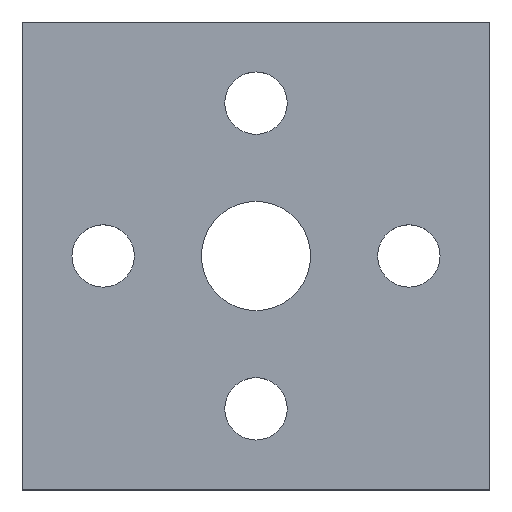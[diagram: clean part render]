
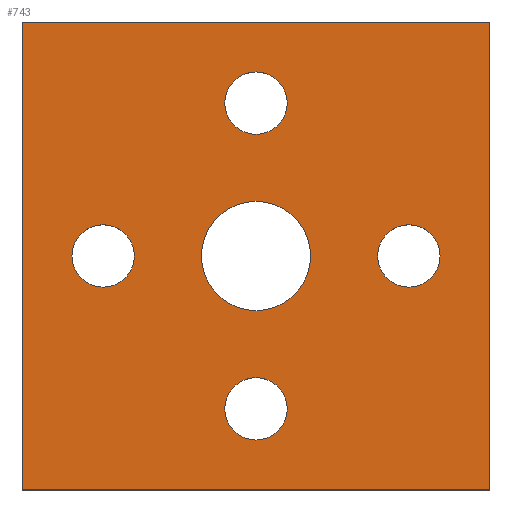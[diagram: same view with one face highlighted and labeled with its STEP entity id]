
A CAD part, top view. The second image highlights one B-rep face of the part: STEP entity #743.
In plain terms, the highlighted planar face has unit normal (0, 0, 1).
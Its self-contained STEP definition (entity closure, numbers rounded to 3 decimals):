
#24 = VERTEX_POINT('',#25);
#25 = CARTESIAN_POINT('',(0.,0.,2.));
#32 = PLANE('',#33);
#33 = AXIS2_PLACEMENT_3D('',#34,#35,#36);
#34 = CARTESIAN_POINT('',(0.,0.,0.));
#35 = DIRECTION('',(0.,1.,0.));
#36 = DIRECTION('',(1.,0.,0.));
#44 = PLANE('',#45);
#45 = AXIS2_PLACEMENT_3D('',#46,#47,#48);
#46 = CARTESIAN_POINT('',(0.,30.,0.));
#47 = DIRECTION('',(1.,0.,0.));
#48 = DIRECTION('',(0.,-1.,0.));
#56 = EDGE_CURVE('',#24,#57,#59,.T.);
#57 = VERTEX_POINT('',#58);
#58 = CARTESIAN_POINT('',(30.,0.,2.));
#59 = SURFACE_CURVE('',#60,(#64,#71),.PCURVE_S1.);
#60 = LINE('',#61,#62);
#61 = CARTESIAN_POINT('',(0.,0.,2.));
#62 = VECTOR('',#63,1.);
#63 = DIRECTION('',(1.,0.,0.));
#64 = PCURVE('',#32,#65);
#65 = DEFINITIONAL_REPRESENTATION('',(#66),#70);
#66 = LINE('',#67,#68);
#67 = CARTESIAN_POINT('',(0.,-2.));
#68 = VECTOR('',#69,1.);
#69 = DIRECTION('',(1.,0.));
#70 = ( GEOMETRIC_REPRESENTATION_CONTEXT(2) 
PARAMETRIC_REPRESENTATION_CONTEXT() REPRESENTATION_CONTEXT('2D SPACE',''
  ) );
#71 = PCURVE('',#72,#77);
#72 = PLANE('',#73);
#73 = AXIS2_PLACEMENT_3D('',#74,#75,#76);
#74 = CARTESIAN_POINT('',(15.,15.,2.));
#75 = DIRECTION('',(0.,0.,1.));
#76 = DIRECTION('',(1.,0.,0.));
#77 = DEFINITIONAL_REPRESENTATION('',(#78),#82);
#78 = LINE('',#79,#80);
#79 = CARTESIAN_POINT('',(-15.,-15.));
#80 = VECTOR('',#81,1.);
#81 = DIRECTION('',(1.,0.));
#82 = ( GEOMETRIC_REPRESENTATION_CONTEXT(2) 
PARAMETRIC_REPRESENTATION_CONTEXT() REPRESENTATION_CONTEXT('2D SPACE',''
  ) );
#100 = PLANE('',#101);
#101 = AXIS2_PLACEMENT_3D('',#102,#103,#104);
#102 = CARTESIAN_POINT('',(30.,0.,0.));
#103 = DIRECTION('',(-1.,0.,0.));
#104 = DIRECTION('',(0.,1.,0.));
#142 = EDGE_CURVE('',#57,#143,#145,.T.);
#143 = VERTEX_POINT('',#144);
#144 = CARTESIAN_POINT('',(30.,30.,2.));
#145 = SURFACE_CURVE('',#146,(#150,#157),.PCURVE_S1.);
#146 = LINE('',#147,#148);
#147 = CARTESIAN_POINT('',(30.,0.,2.));
#148 = VECTOR('',#149,1.);
#149 = DIRECTION('',(0.,1.,0.));
#150 = PCURVE('',#100,#151);
#151 = DEFINITIONAL_REPRESENTATION('',(#152),#156);
#152 = LINE('',#153,#154);
#153 = CARTESIAN_POINT('',(0.,-2.));
#154 = VECTOR('',#155,1.);
#155 = DIRECTION('',(1.,0.));
#156 = ( GEOMETRIC_REPRESENTATION_CONTEXT(2) 
PARAMETRIC_REPRESENTATION_CONTEXT() REPRESENTATION_CONTEXT('2D SPACE',''
  ) );
#157 = PCURVE('',#72,#158);
#158 = DEFINITIONAL_REPRESENTATION('',(#159),#163);
#159 = LINE('',#160,#161);
#160 = CARTESIAN_POINT('',(15.,-15.));
#161 = VECTOR('',#162,1.);
#162 = DIRECTION('',(0.,1.));
#163 = ( GEOMETRIC_REPRESENTATION_CONTEXT(2) 
PARAMETRIC_REPRESENTATION_CONTEXT() REPRESENTATION_CONTEXT('2D SPACE',''
  ) );
#181 = PLANE('',#182);
#182 = AXIS2_PLACEMENT_3D('',#183,#184,#185);
#183 = CARTESIAN_POINT('',(30.,30.,0.));
#184 = DIRECTION('',(0.,-1.,0.));
#185 = DIRECTION('',(-1.,0.,0.));
#218 = EDGE_CURVE('',#143,#219,#221,.T.);
#219 = VERTEX_POINT('',#220);
#220 = CARTESIAN_POINT('',(0.,30.,2.));
#221 = SURFACE_CURVE('',#222,(#226,#233),.PCURVE_S1.);
#222 = LINE('',#223,#224);
#223 = CARTESIAN_POINT('',(30.,30.,2.));
#224 = VECTOR('',#225,1.);
#225 = DIRECTION('',(-1.,0.,0.));
#226 = PCURVE('',#181,#227);
#227 = DEFINITIONAL_REPRESENTATION('',(#228),#232);
#228 = LINE('',#229,#230);
#229 = CARTESIAN_POINT('',(0.,-2.));
#230 = VECTOR('',#231,1.);
#231 = DIRECTION('',(1.,0.));
#232 = ( GEOMETRIC_REPRESENTATION_CONTEXT(2) 
PARAMETRIC_REPRESENTATION_CONTEXT() REPRESENTATION_CONTEXT('2D SPACE',''
  ) );
#233 = PCURVE('',#72,#234);
#234 = DEFINITIONAL_REPRESENTATION('',(#235),#239);
#235 = LINE('',#236,#237);
#236 = CARTESIAN_POINT('',(15.,15.));
#237 = VECTOR('',#238,1.);
#238 = DIRECTION('',(-1.,0.));
#239 = ( GEOMETRIC_REPRESENTATION_CONTEXT(2) 
PARAMETRIC_REPRESENTATION_CONTEXT() REPRESENTATION_CONTEXT('2D SPACE',''
  ) );
#289 = EDGE_CURVE('',#219,#24,#290,.T.);
#290 = SURFACE_CURVE('',#291,(#295,#302),.PCURVE_S1.);
#291 = LINE('',#292,#293);
#292 = CARTESIAN_POINT('',(0.,30.,2.));
#293 = VECTOR('',#294,1.);
#294 = DIRECTION('',(0.,-1.,0.));
#295 = PCURVE('',#44,#296);
#296 = DEFINITIONAL_REPRESENTATION('',(#297),#301);
#297 = LINE('',#298,#299);
#298 = CARTESIAN_POINT('',(0.,-2.));
#299 = VECTOR('',#300,1.);
#300 = DIRECTION('',(1.,0.));
#301 = ( GEOMETRIC_REPRESENTATION_CONTEXT(2) 
PARAMETRIC_REPRESENTATION_CONTEXT() REPRESENTATION_CONTEXT('2D SPACE',''
  ) );
#302 = PCURVE('',#72,#303);
#303 = DEFINITIONAL_REPRESENTATION('',(#304),#308);
#304 = LINE('',#305,#306);
#305 = CARTESIAN_POINT('',(-15.,15.));
#306 = VECTOR('',#307,1.);
#307 = DIRECTION('',(0.,-1.));
#308 = ( GEOMETRIC_REPRESENTATION_CONTEXT(2) 
PARAMETRIC_REPRESENTATION_CONTEXT() REPRESENTATION_CONTEXT('2D SPACE',''
  ) );
#338 = VERTEX_POINT('',#339);
#339 = CARTESIAN_POINT('',(18.5,15.,2.));
#346 = CYLINDRICAL_SURFACE('',#347,3.5);
#347 = AXIS2_PLACEMENT_3D('',#348,#349,#350);
#348 = CARTESIAN_POINT('',(15.,15.,0.));
#349 = DIRECTION('',(-0.,-0.,-1.));
#350 = DIRECTION('',(1.,0.,0.));
#365 = EDGE_CURVE('',#338,#338,#366,.T.);
#366 = SURFACE_CURVE('',#367,(#372,#379),.PCURVE_S1.);
#367 = CIRCLE('',#368,3.5);
#368 = AXIS2_PLACEMENT_3D('',#369,#370,#371);
#369 = CARTESIAN_POINT('',(15.,15.,2.));
#370 = DIRECTION('',(0.,0.,1.));
#371 = DIRECTION('',(1.,0.,0.));
#372 = PCURVE('',#346,#373);
#373 = DEFINITIONAL_REPRESENTATION('',(#374),#378);
#374 = LINE('',#375,#376);
#375 = CARTESIAN_POINT('',(-0.,-2.));
#376 = VECTOR('',#377,1.);
#377 = DIRECTION('',(-1.,0.));
#378 = ( GEOMETRIC_REPRESENTATION_CONTEXT(2) 
PARAMETRIC_REPRESENTATION_CONTEXT() REPRESENTATION_CONTEXT('2D SPACE',''
  ) );
#379 = PCURVE('',#72,#380);
#380 = DEFINITIONAL_REPRESENTATION('',(#381),#385);
#381 = CIRCLE('',#382,3.5);
#382 = AXIS2_PLACEMENT_2D('',#383,#384);
#383 = CARTESIAN_POINT('',(0.,0.));
#384 = DIRECTION('',(1.,0.));
#385 = ( GEOMETRIC_REPRESENTATION_CONTEXT(2) 
PARAMETRIC_REPRESENTATION_CONTEXT() REPRESENTATION_CONTEXT('2D SPACE',''
  ) );
#416 = VERTEX_POINT('',#417);
#417 = CARTESIAN_POINT('',(17.,5.2,2.));
#424 = CYLINDRICAL_SURFACE('',#425,2.);
#425 = AXIS2_PLACEMENT_3D('',#426,#427,#428);
#426 = CARTESIAN_POINT('',(15.,5.2,0.));
#427 = DIRECTION('',(-0.,-0.,-1.));
#428 = DIRECTION('',(1.,0.,0.));
#443 = EDGE_CURVE('',#416,#416,#444,.T.);
#444 = SURFACE_CURVE('',#445,(#450,#457),.PCURVE_S1.);
#445 = CIRCLE('',#446,2.);
#446 = AXIS2_PLACEMENT_3D('',#447,#448,#449);
#447 = CARTESIAN_POINT('',(15.,5.2,2.));
#448 = DIRECTION('',(0.,0.,1.));
#449 = DIRECTION('',(1.,0.,0.));
#450 = PCURVE('',#424,#451);
#451 = DEFINITIONAL_REPRESENTATION('',(#452),#456);
#452 = LINE('',#453,#454);
#453 = CARTESIAN_POINT('',(-0.,-2.));
#454 = VECTOR('',#455,1.);
#455 = DIRECTION('',(-1.,0.));
#456 = ( GEOMETRIC_REPRESENTATION_CONTEXT(2) 
PARAMETRIC_REPRESENTATION_CONTEXT() REPRESENTATION_CONTEXT('2D SPACE',''
  ) );
#457 = PCURVE('',#72,#458);
#458 = DEFINITIONAL_REPRESENTATION('',(#459),#463);
#459 = CIRCLE('',#460,2.);
#460 = AXIS2_PLACEMENT_2D('',#461,#462);
#461 = CARTESIAN_POINT('',(0.,-9.8));
#462 = DIRECTION('',(1.,0.));
#463 = ( GEOMETRIC_REPRESENTATION_CONTEXT(2) 
PARAMETRIC_REPRESENTATION_CONTEXT() REPRESENTATION_CONTEXT('2D SPACE',''
  ) );
#494 = VERTEX_POINT('',#495);
#495 = CARTESIAN_POINT('',(26.8,15.,2.));
#502 = CYLINDRICAL_SURFACE('',#503,2.);
#503 = AXIS2_PLACEMENT_3D('',#504,#505,#506);
#504 = CARTESIAN_POINT('',(24.8,15.,0.));
#505 = DIRECTION('',(-0.,-0.,-1.));
#506 = DIRECTION('',(1.,0.,0.));
#521 = EDGE_CURVE('',#494,#494,#522,.T.);
#522 = SURFACE_CURVE('',#523,(#528,#535),.PCURVE_S1.);
#523 = CIRCLE('',#524,2.);
#524 = AXIS2_PLACEMENT_3D('',#525,#526,#527);
#525 = CARTESIAN_POINT('',(24.8,15.,2.));
#526 = DIRECTION('',(0.,0.,1.));
#527 = DIRECTION('',(1.,0.,0.));
#528 = PCURVE('',#502,#529);
#529 = DEFINITIONAL_REPRESENTATION('',(#530),#534);
#530 = LINE('',#531,#532);
#531 = CARTESIAN_POINT('',(-0.,-2.));
#532 = VECTOR('',#533,1.);
#533 = DIRECTION('',(-1.,0.));
#534 = ( GEOMETRIC_REPRESENTATION_CONTEXT(2) 
PARAMETRIC_REPRESENTATION_CONTEXT() REPRESENTATION_CONTEXT('2D SPACE',''
  ) );
#535 = PCURVE('',#72,#536);
#536 = DEFINITIONAL_REPRESENTATION('',(#537),#541);
#537 = CIRCLE('',#538,2.);
#538 = AXIS2_PLACEMENT_2D('',#539,#540);
#539 = CARTESIAN_POINT('',(9.8,0.));
#540 = DIRECTION('',(1.,0.));
#541 = ( GEOMETRIC_REPRESENTATION_CONTEXT(2) 
PARAMETRIC_REPRESENTATION_CONTEXT() REPRESENTATION_CONTEXT('2D SPACE',''
  ) );
#572 = VERTEX_POINT('',#573);
#573 = CARTESIAN_POINT('',(17.,24.8,2.));
#580 = CYLINDRICAL_SURFACE('',#581,2.);
#581 = AXIS2_PLACEMENT_3D('',#582,#583,#584);
#582 = CARTESIAN_POINT('',(15.,24.8,0.));
#583 = DIRECTION('',(-0.,-0.,-1.));
#584 = DIRECTION('',(1.,0.,0.));
#599 = EDGE_CURVE('',#572,#572,#600,.T.);
#600 = SURFACE_CURVE('',#601,(#606,#613),.PCURVE_S1.);
#601 = CIRCLE('',#602,2.);
#602 = AXIS2_PLACEMENT_3D('',#603,#604,#605);
#603 = CARTESIAN_POINT('',(15.,24.8,2.));
#604 = DIRECTION('',(0.,0.,1.));
#605 = DIRECTION('',(1.,0.,0.));
#606 = PCURVE('',#580,#607);
#607 = DEFINITIONAL_REPRESENTATION('',(#608),#612);
#608 = LINE('',#609,#610);
#609 = CARTESIAN_POINT('',(-0.,-2.));
#610 = VECTOR('',#611,1.);
#611 = DIRECTION('',(-1.,0.));
#612 = ( GEOMETRIC_REPRESENTATION_CONTEXT(2) 
PARAMETRIC_REPRESENTATION_CONTEXT() REPRESENTATION_CONTEXT('2D SPACE',''
  ) );
#613 = PCURVE('',#72,#614);
#614 = DEFINITIONAL_REPRESENTATION('',(#615),#619);
#615 = CIRCLE('',#616,2.);
#616 = AXIS2_PLACEMENT_2D('',#617,#618);
#617 = CARTESIAN_POINT('',(0.,9.8));
#618 = DIRECTION('',(1.,0.));
#619 = ( GEOMETRIC_REPRESENTATION_CONTEXT(2) 
PARAMETRIC_REPRESENTATION_CONTEXT() REPRESENTATION_CONTEXT('2D SPACE',''
  ) );
#650 = VERTEX_POINT('',#651);
#651 = CARTESIAN_POINT('',(7.2,15.,2.));
#658 = CYLINDRICAL_SURFACE('',#659,2.);
#659 = AXIS2_PLACEMENT_3D('',#660,#661,#662);
#660 = CARTESIAN_POINT('',(5.2,15.,0.));
#661 = DIRECTION('',(-0.,-0.,-1.));
#662 = DIRECTION('',(1.,0.,0.));
#677 = EDGE_CURVE('',#650,#650,#678,.T.);
#678 = SURFACE_CURVE('',#679,(#684,#691),.PCURVE_S1.);
#679 = CIRCLE('',#680,2.);
#680 = AXIS2_PLACEMENT_3D('',#681,#682,#683);
#681 = CARTESIAN_POINT('',(5.2,15.,2.));
#682 = DIRECTION('',(0.,0.,1.));
#683 = DIRECTION('',(1.,0.,0.));
#684 = PCURVE('',#658,#685);
#685 = DEFINITIONAL_REPRESENTATION('',(#686),#690);
#686 = LINE('',#687,#688);
#687 = CARTESIAN_POINT('',(-0.,-2.));
#688 = VECTOR('',#689,1.);
#689 = DIRECTION('',(-1.,0.));
#690 = ( GEOMETRIC_REPRESENTATION_CONTEXT(2) 
PARAMETRIC_REPRESENTATION_CONTEXT() REPRESENTATION_CONTEXT('2D SPACE',''
  ) );
#691 = PCURVE('',#72,#692);
#692 = DEFINITIONAL_REPRESENTATION('',(#693),#697);
#693 = CIRCLE('',#694,2.);
#694 = AXIS2_PLACEMENT_2D('',#695,#696);
#695 = CARTESIAN_POINT('',(-9.8,0.));
#696 = DIRECTION('',(1.,0.));
#697 = ( GEOMETRIC_REPRESENTATION_CONTEXT(2) 
PARAMETRIC_REPRESENTATION_CONTEXT() REPRESENTATION_CONTEXT('2D SPACE',''
  ) );
#743 = ADVANCED_FACE('',(#744,#750,#753,#756,#759,#762),#72,.T.);
#744 = FACE_BOUND('',#745,.T.);
#745 = EDGE_LOOP('',(#746,#747,#748,#749));
#746 = ORIENTED_EDGE('',*,*,#56,.T.);
#747 = ORIENTED_EDGE('',*,*,#142,.T.);
#748 = ORIENTED_EDGE('',*,*,#218,.T.);
#749 = ORIENTED_EDGE('',*,*,#289,.T.);
#750 = FACE_BOUND('',#751,.T.);
#751 = EDGE_LOOP('',(#752));
#752 = ORIENTED_EDGE('',*,*,#365,.F.);
#753 = FACE_BOUND('',#754,.T.);
#754 = EDGE_LOOP('',(#755));
#755 = ORIENTED_EDGE('',*,*,#443,.F.);
#756 = FACE_BOUND('',#757,.T.);
#757 = EDGE_LOOP('',(#758));
#758 = ORIENTED_EDGE('',*,*,#521,.F.);
#759 = FACE_BOUND('',#760,.T.);
#760 = EDGE_LOOP('',(#761));
#761 = ORIENTED_EDGE('',*,*,#599,.F.);
#762 = FACE_BOUND('',#763,.T.);
#763 = EDGE_LOOP('',(#764));
#764 = ORIENTED_EDGE('',*,*,#677,.F.);
